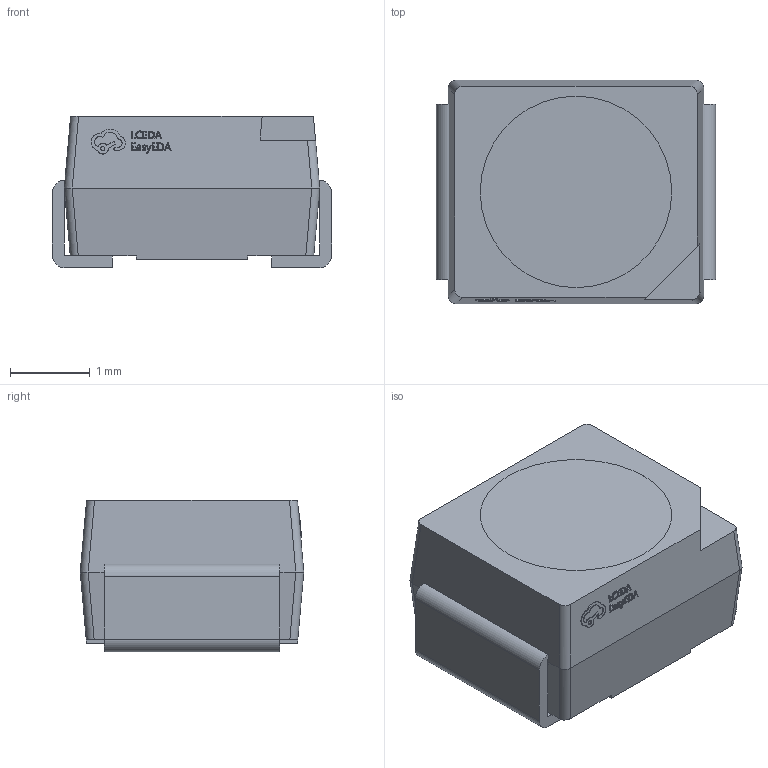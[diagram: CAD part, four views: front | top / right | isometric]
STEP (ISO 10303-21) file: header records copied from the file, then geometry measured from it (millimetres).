
FILE_DESCRIPTION (( 'STEP AP214' ), '1' );
FILE_NAME ('LED-SMD_L3.2-W2.8-LS3.5-XL-3528SURC.STEP', '2025-11-29T14:36:38', ( '' ), ( '' ), 'SwSTEP 2.0', 'SolidWorks 2020', '' );
FILE_SCHEMA (( 'AUTOMOTIVE_DESIGN' ));
Length unit declared in the file: millimetre
Products named in the file (1): LED-SMD_L3.2-W2.8-LS3.5-XL-3528SURC
Bounding box: 3.5 x 2.8 x 1.9 mm (x, y, z)
Volume: 11.1 mm3; surface area: 65.6 mm2
Topology: 2 solids, 2 shells, 277 faces, 759 edges, 502 vertices
Faces by surface type: plane 159, bspline 98, cylinder 16, cone 4
Entity records: 12311 total; most frequent: CARTESIAN_POINT 2881, ORIENTED_EDGE 1518, DIRECTION 931, EDGE_CURVE 759, VECTOR 523, LINE 523, VERTEX_POINT 502, EDGE_LOOP 297
